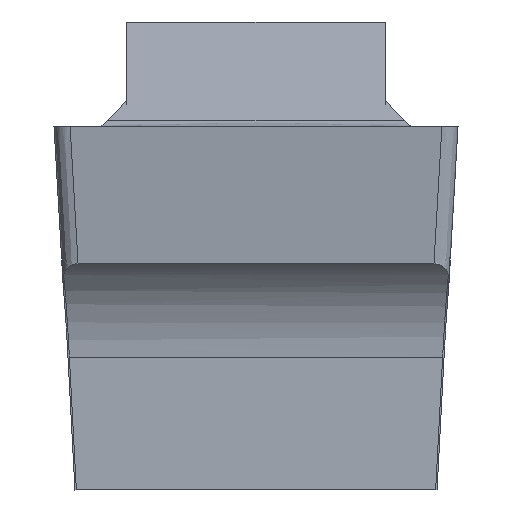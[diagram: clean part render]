
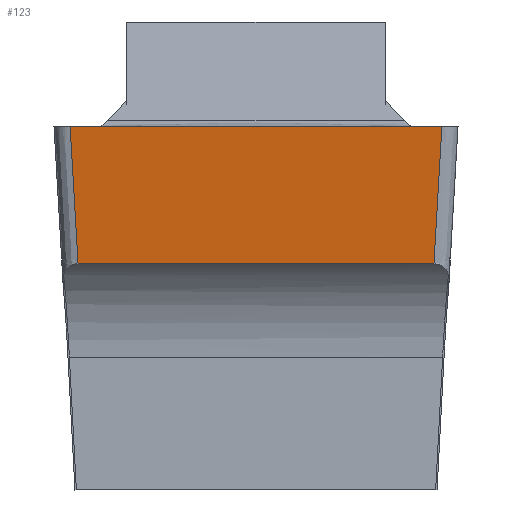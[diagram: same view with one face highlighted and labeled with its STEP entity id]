
A CAD part, front view. The second image highlights one B-rep face of the part: STEP entity #123.
In plain terms, the highlighted planar face has unit normal (0, -0.993, -0.122).
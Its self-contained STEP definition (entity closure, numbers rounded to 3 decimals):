
#82=B_SPLINE_CURVE_WITH_KNOTS('',3,(#1700,#1701,#1702,#1703),
 .UNSPECIFIED.,.F.,.F.,(4,4),(0.,1.),.UNSPECIFIED.);
#84=B_SPLINE_CURVE_WITH_KNOTS('',3,(#1732,#1733,#1734,#1735),
 .UNSPECIFIED.,.F.,.F.,(4,4),(0.,1.),.UNSPECIFIED.);
#123=ADVANCED_FACE('SIDE_FP_AN_SU1',(#183),#147,.F.);
#147=PLANE('',#812);
#183=FACE_OUTER_BOUND('',#223,.T.);
#223=EDGE_LOOP('',(#511,#512,#513,#514));
#251=LINE('',#1512,#305);
#280=LINE('',#1654,#335);
#305=VECTOR('',#846,1.);
#335=VECTOR('',#898,1.);
#511=ORIENTED_EDGE('',*,*,#734,.T.);
#512=ORIENTED_EDGE('',*,*,#723,.F.);
#513=ORIENTED_EDGE('',*,*,#736,.T.);
#514=ORIENTED_EDGE('',*,*,#688,.F.);
#605=VERTEX_POINT('',#1511);
#606=VERTEX_POINT('',#1513);
#628=VERTEX_POINT('',#1653);
#629=VERTEX_POINT('',#1655);
#688=EDGE_CURVE('',#605,#606,#251,.T.);
#723=EDGE_CURVE('',#628,#629,#280,.T.);
#734=EDGE_CURVE('',#605,#629,#82,.T.);
#736=EDGE_CURVE('',#628,#606,#84,.T.);
#812=AXIS2_PLACEMENT_3D('',#1768,#912,#913);
#846=DIRECTION('',(-1.,0.,0.));
#898=DIRECTION('',(1.,0.,0.));
#912=DIRECTION('',(0.,0.993,0.122));
#913=DIRECTION('',(1.,0.,0.));
#1511=CARTESIAN_POINT('',(2.202,-12.685,-1.697));
#1512=CARTESIAN_POINT('',(5.,-12.685,-1.697));
#1513=CARTESIAN_POINT('',(-2.202,-12.685,-1.697));
#1653=CARTESIAN_POINT('',(-2.3,-12.894,0.));
#1654=CARTESIAN_POINT('',(-17.3,-12.894,0.));
#1655=CARTESIAN_POINT('',(2.3,-12.894,0.));
#1700=CARTESIAN_POINT('',(2.202,-12.685,-1.697));
#1701=CARTESIAN_POINT('',(2.235,-12.755,-1.131));
#1702=CARTESIAN_POINT('',(2.267,-12.824,-0.566));
#1703=CARTESIAN_POINT('',(2.3,-12.894,0.));
#1732=CARTESIAN_POINT('',(-2.3,-12.894,0.));
#1733=CARTESIAN_POINT('',(-2.267,-12.824,-0.566));
#1734=CARTESIAN_POINT('',(-2.235,-12.755,-1.131));
#1735=CARTESIAN_POINT('',(-2.202,-12.685,-1.697));
#1768=CARTESIAN_POINT('',(0.,-12.894,0.));
